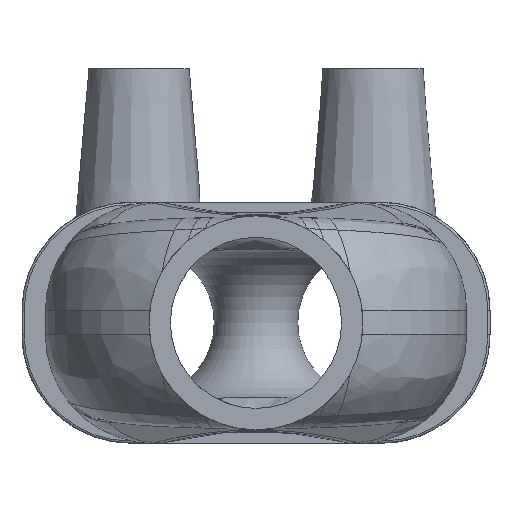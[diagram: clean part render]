
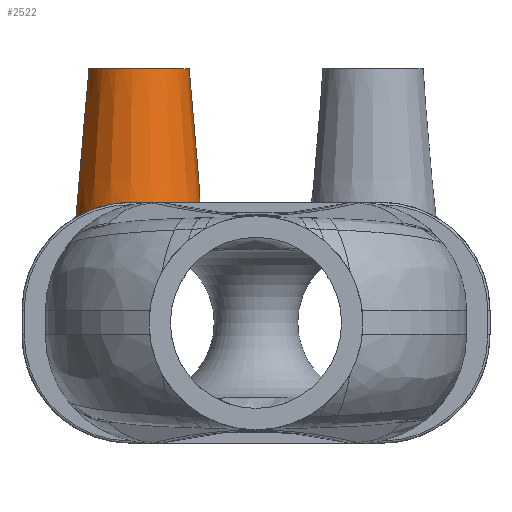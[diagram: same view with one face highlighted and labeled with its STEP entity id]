
A CAD part, front view. The second image highlights one B-rep face of the part: STEP entity #2522.
In plain terms, the highlighted conical face has half-angle 5 degrees and reference radius 7.5 mm.
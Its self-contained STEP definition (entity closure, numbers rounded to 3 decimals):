
#302=(
BOUNDED_CURVE()
B_SPLINE_CURVE(2,(#3723,#3724,#3725),.UNSPECIFIED.,.F.,.F.)
B_SPLINE_CURVE_WITH_KNOTS((3,3),(0.,0.118),.UNSPECIFIED.)
CURVE()
GEOMETRIC_REPRESENTATION_ITEM()
RATIONAL_B_SPLINE_CURVE((1.,1.,1.))
REPRESENTATION_ITEM('')
);
#303=(
BOUNDED_CURVE()
B_SPLINE_CURVE(2,(#3729,#3730,#3731),.UNSPECIFIED.,.F.,.F.)
B_SPLINE_CURVE_WITH_KNOTS((3,3),(0.086,0.181),
 .UNSPECIFIED.)
CURVE()
GEOMETRIC_REPRESENTATION_ITEM()
RATIONAL_B_SPLINE_CURVE((1.,1.,1.))
REPRESENTATION_ITEM('')
);
#304=(
BOUNDED_CURVE()
B_SPLINE_CURVE(2,(#3774,#3775,#3776),.UNSPECIFIED.,.F.,.F.)
B_SPLINE_CURVE_WITH_KNOTS((3,3),(0.,0.087),.UNSPECIFIED.)
CURVE()
GEOMETRIC_REPRESENTATION_ITEM()
RATIONAL_B_SPLINE_CURVE((1.,1.,1.))
REPRESENTATION_ITEM('')
);
#305=(
BOUNDED_CURVE()
B_SPLINE_CURVE(2,(#3779,#3780,#3781),.UNSPECIFIED.,.F.,.F.)
B_SPLINE_CURVE_WITH_KNOTS((3,3),(0.064,0.181),
 .UNSPECIFIED.)
CURVE()
GEOMETRIC_REPRESENTATION_ITEM()
RATIONAL_B_SPLINE_CURVE((1.,1.,1.))
REPRESENTATION_ITEM('')
);
#310=B_SPLINE_CURVE_WITH_KNOTS('',3,(#3715,#3716,#3717,#3718,#3719,#3720,
#3721),.UNSPECIFIED.,.F.,.F.,(4,3,4),(-0.166,0.,0.222),
 .UNSPECIFIED.);
#311=B_SPLINE_CURVE_WITH_KNOTS('',3,(#3733,#3734,#3735,#3736,#3737,#3738,
#3739,#3740),.UNSPECIFIED.,.F.,.F.,(4,2,2,4),(4.594,4.597,
4.958,5.138),.UNSPECIFIED.);
#312=B_SPLINE_CURVE_WITH_KNOTS('',3,(#3744,#3745,#3746,#3747,#3748,#3749,
#3750,#3751,#3752,#3753,#3754,#3755,#3756,#3757,#3758,#3759,#3760,#3761),
 .UNSPECIFIED.,.F.,.F.,(4,2,2,2,2,2,2,2,4),(1.624,1.85,
2.204,2.566,2.928,3.29,3.652,
4.006,4.233),.UNSPECIFIED.);
#313=B_SPLINE_CURVE_WITH_KNOTS('',3,(#3765,#3766,#3767,#3768,#3769,#3770,
#3771,#3772),.UNSPECIFIED.,.F.,.F.,(4,2,2,4),(0.593,0.704,
1.064,1.068),.UNSPECIFIED.);
#430=CONICAL_SURFACE('',#2712,7.5,5.);
#440=FACE_BOUND('',#709,.T.);
#525=FACE_OUTER_BOUND('',#708,.T.);
#708=EDGE_LOOP('',(#1710));
#709=EDGE_LOOP('',(#1711,#1712,#1713,#1714,#1715,#1716,#1717,#1718,#1719,
#1720,#1721,#1722));
#904=CIRCLE('',#2704,7.5);
#910=CIRCLE('',#2713,9.25);
#911=CIRCLE('',#2714,9.25);
#912=CIRCLE('',#2715,9.25);
#913=CIRCLE('',#2716,9.25);
#1049=VERTEX_POINT('',#3638);
#1063=VERTEX_POINT('',#3713);
#1064=VERTEX_POINT('',#3714);
#1065=VERTEX_POINT('',#3722);
#1066=VERTEX_POINT('',#3726);
#1067=VERTEX_POINT('',#3728);
#1068=VERTEX_POINT('',#3732);
#1069=VERTEX_POINT('',#3741);
#1070=VERTEX_POINT('',#3743);
#1071=VERTEX_POINT('',#3762);
#1072=VERTEX_POINT('',#3764);
#1073=VERTEX_POINT('',#3773);
#1074=VERTEX_POINT('',#3777);
#1297=EDGE_CURVE('',#1049,#1049,#904,.T.);
#1311=EDGE_CURVE('',#1063,#1064,#310,.T.);
#1312=EDGE_CURVE('',#1065,#1063,#302,.T.);
#1313=EDGE_CURVE('',#1066,#1065,#910,.T.);
#1314=EDGE_CURVE('',#1067,#1066,#303,.T.);
#1315=EDGE_CURVE('',#1068,#1067,#311,.T.);
#1316=EDGE_CURVE('',#1069,#1068,#911,.T.);
#1317=EDGE_CURVE('',#1070,#1069,#312,.T.);
#1318=EDGE_CURVE('',#1071,#1070,#912,.T.);
#1319=EDGE_CURVE('',#1072,#1071,#313,.T.);
#1320=EDGE_CURVE('',#1073,#1072,#304,.T.);
#1321=EDGE_CURVE('',#1074,#1073,#913,.T.);
#1322=EDGE_CURVE('',#1064,#1074,#305,.T.);
#1710=ORIENTED_EDGE('',*,*,#1297,.T.);
#1711=ORIENTED_EDGE('',*,*,#1311,.F.);
#1712=ORIENTED_EDGE('',*,*,#1312,.F.);
#1713=ORIENTED_EDGE('',*,*,#1313,.F.);
#1714=ORIENTED_EDGE('',*,*,#1314,.F.);
#1715=ORIENTED_EDGE('',*,*,#1315,.F.);
#1716=ORIENTED_EDGE('',*,*,#1316,.F.);
#1717=ORIENTED_EDGE('',*,*,#1317,.F.);
#1718=ORIENTED_EDGE('',*,*,#1318,.F.);
#1719=ORIENTED_EDGE('',*,*,#1319,.F.);
#1720=ORIENTED_EDGE('',*,*,#1320,.F.);
#1721=ORIENTED_EDGE('',*,*,#1321,.F.);
#1722=ORIENTED_EDGE('',*,*,#1322,.F.);
#2522=ADVANCED_FACE('',(#525,#440),#430,.T.);
#2704=AXIS2_PLACEMENT_3D('',#3639,#2998,#2999);
#2712=AXIS2_PLACEMENT_3D('',#3712,#3014,#3015);
#2713=AXIS2_PLACEMENT_3D('',#3727,#3016,#3017);
#2714=AXIS2_PLACEMENT_3D('',#3742,#3018,#3019);
#2715=AXIS2_PLACEMENT_3D('',#3763,#3020,#3021);
#2716=AXIS2_PLACEMENT_3D('',#3778,#3022,#3023);
#2998=DIRECTION('center_axis',(0.,0.,-1.));
#2999=DIRECTION('ref_axis',(-1.,0.,0.));
#3014=DIRECTION('center_axis',(0.,0.,-1.));
#3015=DIRECTION('ref_axis',(-1.,0.,0.));
#3016=DIRECTION('center_axis',(0.,0.,-1.));
#3017=DIRECTION('ref_axis',(-1.,0.,0.));
#3018=DIRECTION('center_axis',(0.,0.,-1.));
#3019=DIRECTION('ref_axis',(-1.,0.,0.));
#3020=DIRECTION('center_axis',(0.,0.,-1.));
#3021=DIRECTION('ref_axis',(-1.,0.,0.));
#3022=DIRECTION('center_axis',(0.,0.,-1.));
#3023=DIRECTION('ref_axis',(-1.,0.,0.));
#3638=CARTESIAN_POINT('',(-10.,65.63,38.));
#3639=CARTESIAN_POINT('Origin',(-17.5,65.63,38.));
#3712=CARTESIAN_POINT('Origin',(-17.5,65.63,38.));
#3713=CARTESIAN_POINT('',(-8.301,67.32,16.826));
#3714=CARTESIAN_POINT('',(-8.429,63.36,16.846));
#3715=CARTESIAN_POINT('Ctrl Pts',(-8.301,67.32,16.826));
#3716=CARTESIAN_POINT('Ctrl Pts',(-8.196,66.752,16.81));
#3717=CARTESIAN_POINT('Ctrl Pts',(-8.145,66.183,16.803));
#3718=CARTESIAN_POINT('Ctrl Pts',(-8.145,65.63,16.803));
#3719=CARTESIAN_POINT('Ctrl Pts',(-8.145,64.889,16.803));
#3720=CARTESIAN_POINT('Ctrl Pts',(-8.237,64.116,16.816));
#3721=CARTESIAN_POINT('Ctrl Pts',(-8.429,63.36,16.846));
#3722=CARTESIAN_POINT('',(-8.406,67.32,18.));
#3723=CARTESIAN_POINT('Ctrl Pts',(-8.406,67.32,18.));
#3724=CARTESIAN_POINT('Ctrl Pts',(-8.354,67.32,17.416));
#3725=CARTESIAN_POINT('Ctrl Pts',(-8.301,67.32,16.826));
#3726=CARTESIAN_POINT('',(-9.82,70.785,18.));
#3727=CARTESIAN_POINT('Origin',(-17.5,65.63,18.));
#3728=CARTESIAN_POINT('',(-9.721,70.785,17.06));
#3729=CARTESIAN_POINT('Ctrl Pts',(-9.721,70.785,17.06));
#3730=CARTESIAN_POINT('Ctrl Pts',(-9.771,70.785,17.533));
#3731=CARTESIAN_POINT('Ctrl Pts',(-9.82,70.785,18.));
#3732=CARTESIAN_POINT('',(-14.,74.192,18.));
#3733=CARTESIAN_POINT('Ctrl Pts',(-14.,74.192,18.));
#3734=CARTESIAN_POINT('Ctrl Pts',(-13.989,74.188,17.997));
#3735=CARTESIAN_POINT('Ctrl Pts',(-13.978,74.184,17.994));
#3736=CARTESIAN_POINT('Ctrl Pts',(-12.812,73.731,17.69));
#3737=CARTESIAN_POINT('Ctrl Pts',(-11.742,73.027,17.453));
#3738=CARTESIAN_POINT('Ctrl Pts',(-10.469,71.777,17.198));
#3739=CARTESIAN_POINT('Ctrl Pts',(-10.071,71.303,17.123));
#3740=CARTESIAN_POINT('Ctrl Pts',(-9.721,70.785,17.06));
#3741=CARTESIAN_POINT('',(-18.8,74.788,18.));
#3742=CARTESIAN_POINT('Origin',(-17.5,65.63,18.));
#3743=CARTESIAN_POINT('',(-18.8,56.472,18.));
#3744=CARTESIAN_POINT('Ctrl Pts',(-18.8,56.472,18.));
#3745=CARTESIAN_POINT('Ctrl Pts',(-19.572,56.582,18.));
#3746=CARTESIAN_POINT('Ctrl Pts',(-20.348,56.789,17.943));
#3747=CARTESIAN_POINT('Ctrl Pts',(-22.23,57.552,17.675));
#3748=CARTESIAN_POINT('Ctrl Pts',(-23.275,58.247,17.394));
#3749=CARTESIAN_POINT('Ctrl Pts',(-24.947,59.851,16.815));
#3750=CARTESIAN_POINT('Ctrl Pts',(-25.687,60.879,16.474));
#3751=CARTESIAN_POINT('Ctrl Pts',(-26.685,63.164,15.963));
#3752=CARTESIAN_POINT('Ctrl Pts',(-26.942,64.424,15.805));
#3753=CARTESIAN_POINT('Ctrl Pts',(-26.942,66.836,15.805));
#3754=CARTESIAN_POINT('Ctrl Pts',(-26.685,68.096,15.963));
#3755=CARTESIAN_POINT('Ctrl Pts',(-25.687,70.381,16.474));
#3756=CARTESIAN_POINT('Ctrl Pts',(-24.947,71.409,16.815));
#3757=CARTESIAN_POINT('Ctrl Pts',(-23.275,73.013,17.394));
#3758=CARTESIAN_POINT('Ctrl Pts',(-22.23,73.708,17.675));
#3759=CARTESIAN_POINT('Ctrl Pts',(-20.348,74.471,17.943));
#3760=CARTESIAN_POINT('Ctrl Pts',(-19.572,74.678,18.));
#3761=CARTESIAN_POINT('Ctrl Pts',(-18.8,74.788,18.));
#3762=CARTESIAN_POINT('',(-14.,57.068,18.));
#3763=CARTESIAN_POINT('Origin',(-17.5,65.63,18.));
#3764=CARTESIAN_POINT('',(-10.147,59.895,17.138));
#3765=CARTESIAN_POINT('Ctrl Pts',(-10.147,59.895,17.138));
#3766=CARTESIAN_POINT('Ctrl Pts',(-10.382,59.599,17.182));
#3767=CARTESIAN_POINT('Ctrl Pts',(-10.633,59.322,17.23));
#3768=CARTESIAN_POINT('Ctrl Pts',(-11.742,58.233,17.453));
#3769=CARTESIAN_POINT('Ctrl Pts',(-12.812,57.529,17.69));
#3770=CARTESIAN_POINT('Ctrl Pts',(-13.978,57.076,17.994));
#3771=CARTESIAN_POINT('Ctrl Pts',(-13.989,57.072,17.997));
#3772=CARTESIAN_POINT('Ctrl Pts',(-14.,57.068,18.));
#3773=CARTESIAN_POINT('',(-10.243,59.895,18.));
#3774=CARTESIAN_POINT('Ctrl Pts',(-10.243,59.895,18.));
#3775=CARTESIAN_POINT('Ctrl Pts',(-10.195,59.895,17.572));
#3776=CARTESIAN_POINT('Ctrl Pts',(-10.147,59.895,17.138));
#3777=CARTESIAN_POINT('',(-8.533,63.36,18.));
#3778=CARTESIAN_POINT('Origin',(-17.5,65.63,18.));
#3779=CARTESIAN_POINT('Ctrl Pts',(-8.429,63.36,16.846));
#3780=CARTESIAN_POINT('Ctrl Pts',(-8.481,63.36,17.426));
#3781=CARTESIAN_POINT('Ctrl Pts',(-8.533,63.36,18.));
